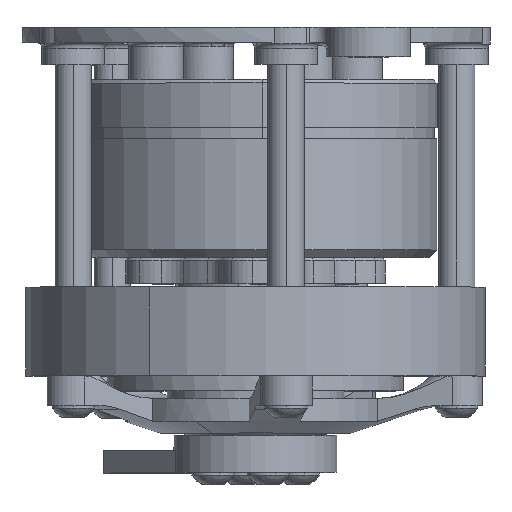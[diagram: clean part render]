
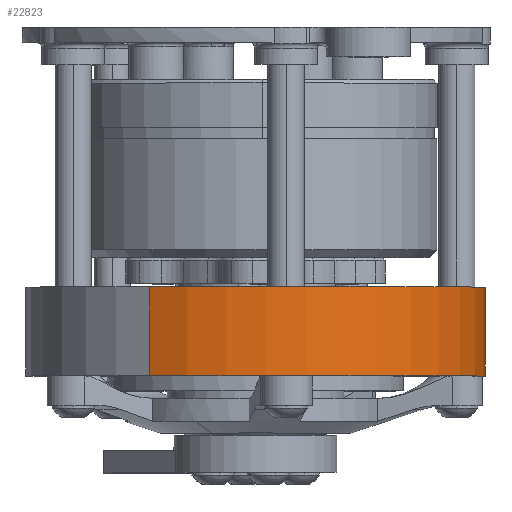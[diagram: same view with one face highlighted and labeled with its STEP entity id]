
A CAD part, top view. The second image highlights one B-rep face of the part: STEP entity #22823.
In plain terms, the highlighted cylindrical face has radius 31 mm (diameter 62 mm), a partial arc.
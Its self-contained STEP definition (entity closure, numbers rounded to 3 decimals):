
#1537 = DIRECTION ( 'NONE',  ( 0., 0., 1. ) ) ;
#2767 = CARTESIAN_POINT ( 'NONE',  ( 0., 0., 31. ) ) ;
#3300 = DIRECTION ( 'NONE',  ( 0., -1., 0. ) ) ;
#4761 = VERTEX_POINT ( 'NONE', #2767 ) ;
#5827 = ORIENTED_EDGE ( 'NONE', *, *, #7136, .T. ) ;
#6416 = VECTOR ( 'NONE', #18760, 1000. ) ;
#7136 = EDGE_CURVE ( 'NONE', #24140, #24224, #19076, .T. ) ;
#7724 = CARTESIAN_POINT ( 'NONE',  ( 0., 2., 31. ) ) ;
#9980 = ORIENTED_EDGE ( 'NONE', *, *, #25892, .F. ) ;
#10625 = VECTOR ( 'NONE', #28630, 1000. ) ;
#11675 = CIRCLE ( 'NONE', #32322, 31. ) ;
#12151 = CIRCLE ( 'NONE', #33772, 31. ) ;
#13731 = CARTESIAN_POINT ( 'NONE',  ( 0., 12., 31. ) ) ;
#15103 = FACE_OUTER_BOUND ( 'NONE', #32600, .T. ) ;
#15137 = CARTESIAN_POINT ( 'NONE',  ( 0., 0., -31. ) ) ;
#16457 = CARTESIAN_POINT ( 'NONE',  ( 0., 2., -31. ) ) ;
#18063 = ORIENTED_EDGE ( 'NONE', *, *, #22737, .F. ) ;
#18760 = DIRECTION ( 'NONE',  ( 0., -1., 0. ) ) ;
#19076 = LINE ( 'NONE', #16457, #6416 ) ;
#19120 = CARTESIAN_POINT ( 'NONE',  ( 0., 2., 0. ) ) ;
#19451 = CARTESIAN_POINT ( 'NONE',  ( 0., 12., 0. ) ) ;
#21570 = CARTESIAN_POINT ( 'NONE',  ( 0., 0., 0. ) ) ;
#22737 = EDGE_CURVE ( 'NONE', #33173, #4761, #24504, .T. ) ;
#22823 = ADVANCED_FACE ( 'NONE', ( #15103 ), #26950, .T. ) ;
#24071 = DIRECTION ( 'NONE',  ( 0., 1., 0. ) ) ;
#24140 = VERTEX_POINT ( 'NONE', #30211 ) ;
#24224 = VERTEX_POINT ( 'NONE', #15137 ) ;
#24504 = LINE ( 'NONE', #7724, #10625 ) ;
#24824 = DIRECTION ( 'NONE',  ( 0., 1., 0. ) ) ;
#25892 = EDGE_CURVE ( 'NONE', #24140, #33173, #11675, .T. ) ;
#26950 = CYLINDRICAL_SURFACE ( 'NONE', #32704, 31. ) ;
#28630 = DIRECTION ( 'NONE',  ( 0., -1., 0. ) ) ;
#29224 = EDGE_CURVE ( 'NONE', #24224, #4761, #12151, .T. ) ;
#29510 = DIRECTION ( 'NONE',  ( 0., 0., -1. ) ) ;
#30211 = CARTESIAN_POINT ( 'NONE',  ( 0., 12., -31. ) ) ;
#32322 = AXIS2_PLACEMENT_3D ( 'NONE', #19451, #24824, #1537 ) ;
#32528 = DIRECTION ( 'NONE',  ( 0., 0., 1. ) ) ;
#32600 = EDGE_LOOP ( 'NONE', ( #18063, #9980, #5827, #33391 ) ) ;
#32704 = AXIS2_PLACEMENT_3D ( 'NONE', #19120, #3300, #29510 ) ;
#33173 = VERTEX_POINT ( 'NONE', #13731 ) ;
#33391 = ORIENTED_EDGE ( 'NONE', *, *, #29224, .T. ) ;
#33772 = AXIS2_PLACEMENT_3D ( 'NONE', #21570, #24071, #32528 ) ;
